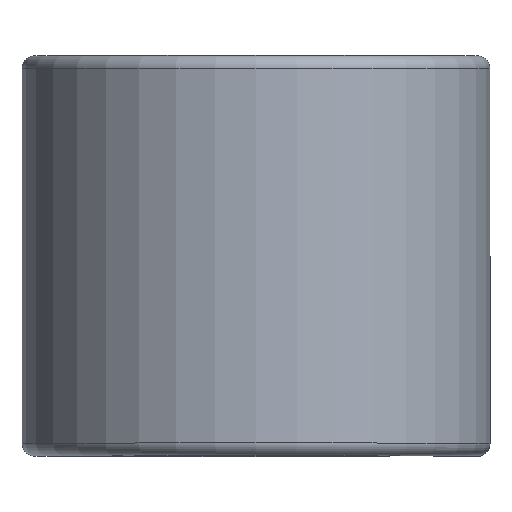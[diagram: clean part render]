
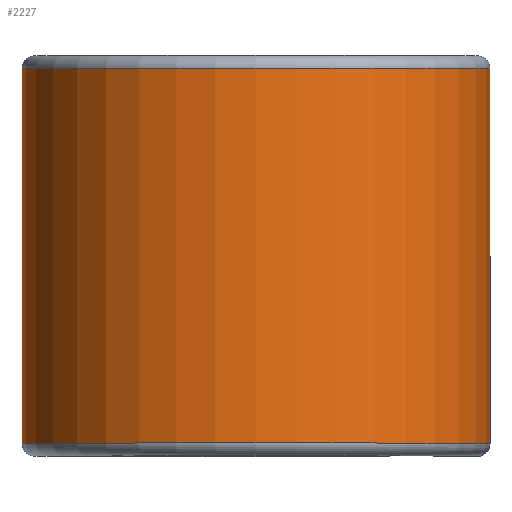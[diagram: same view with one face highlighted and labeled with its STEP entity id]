
A CAD part, top view. The second image highlights one B-rep face of the part: STEP entity #2227.
In plain terms, the highlighted cylindrical face has radius 13.919 mm (diameter 27.838 mm), a partial arc.
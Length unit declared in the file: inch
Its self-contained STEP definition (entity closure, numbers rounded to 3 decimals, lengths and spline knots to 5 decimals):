
#8 = ORIENTED_EDGE ( 'NONE', *, *, #41, .F. ) ;
#41 = EDGE_CURVE ( 'NONE', #2206, #1137, #1656, .T. ) ;
#51 = CARTESIAN_POINT ( 'NONE',  ( 0., 0.4375, 0. ) ) ;
#60 = FACE_OUTER_BOUND ( 'NONE', #1165, .T. ) ;
#75 = AXIS2_PLACEMENT_3D ( 'NONE', #51, #269, #1349 ) ;
#181 = AXIS2_PLACEMENT_3D ( 'NONE', #1845, #1836, #1820 ) ;
#269 = DIRECTION ( 'NONE',  ( 0., -1., 0. ) ) ;
#340 = CARTESIAN_POINT ( 'NONE',  ( 0., 0.43875, -0.548 ) ) ;
#366 = LINE ( 'NONE', #340, #1248 ) ;
#372 = DIRECTION ( 'NONE',  ( 0., 1., 0. ) ) ;
#410 = CIRCLE ( 'NONE', #1397, 0.548 ) ;
#500 = EDGE_CURVE ( 'NONE', #1137, #1633, #366, .T. ) ;
#835 = LINE ( 'NONE', #1676, #1370 ) ;
#870 = CYLINDRICAL_SURFACE ( 'NONE', #75, 0.548 ) ;
#941 = DIRECTION ( 'NONE',  ( 0., -1., 0. ) ) ;
#1004 = ORIENTED_EDGE ( 'NONE', *, *, #2299, .T. ) ;
#1026 = ORIENTED_EDGE ( 'NONE', *, *, #1435, .T. ) ;
#1137 = VERTEX_POINT ( 'NONE', #1287 ) ;
#1165 = EDGE_LOOP ( 'NONE', ( #1004, #1026, #1187, #8 ) ) ;
#1187 = ORIENTED_EDGE ( 'NONE', *, *, #500, .F. ) ;
#1248 = VECTOR ( 'NONE', #372, 39.37008 ) ;
#1287 = CARTESIAN_POINT ( 'NONE',  ( 0., -0.43875, -0.548 ) ) ;
#1316 = DIRECTION ( 'NONE',  ( 0., 1., 0. ) ) ;
#1349 = DIRECTION ( 'NONE',  ( 0., 0., -1. ) ) ;
#1370 = VECTOR ( 'NONE', #1316, 39.37008 ) ;
#1397 = AXIS2_PLACEMENT_3D ( 'NONE', #2067, #941, #2216 ) ;
#1435 = EDGE_CURVE ( 'NONE', #1677, #1633, #410, .T. ) ;
#1633 = VERTEX_POINT ( 'NONE', #1850 ) ;
#1656 = CIRCLE ( 'NONE', #181, 0.548 ) ;
#1676 = CARTESIAN_POINT ( 'NONE',  ( 0.548, 0.43875, 0. ) ) ;
#1677 = VERTEX_POINT ( 'NONE', #2345 ) ;
#1820 = DIRECTION ( 'NONE',  ( 0., 0., -1. ) ) ;
#1836 = DIRECTION ( 'NONE',  ( 0., -1., 0. ) ) ;
#1845 = CARTESIAN_POINT ( 'NONE',  ( 0., -0.43875, 0. ) ) ;
#1850 = CARTESIAN_POINT ( 'NONE',  ( 0., 0.43875, -0.548 ) ) ;
#2023 = CARTESIAN_POINT ( 'NONE',  ( 0.548, -0.43875, 0. ) ) ;
#2067 = CARTESIAN_POINT ( 'NONE',  ( 0., 0.43875, 0. ) ) ;
#2206 = VERTEX_POINT ( 'NONE', #2023 ) ;
#2216 = DIRECTION ( 'NONE',  ( 0., 0., -1. ) ) ;
#2227 = ADVANCED_FACE ( 'NONE', ( #60 ), #870, .T. ) ;
#2299 = EDGE_CURVE ( 'NONE', #2206, #1677, #835, .T. ) ;
#2345 = CARTESIAN_POINT ( 'NONE',  ( 0.548, 0.43875, 0. ) ) ;
